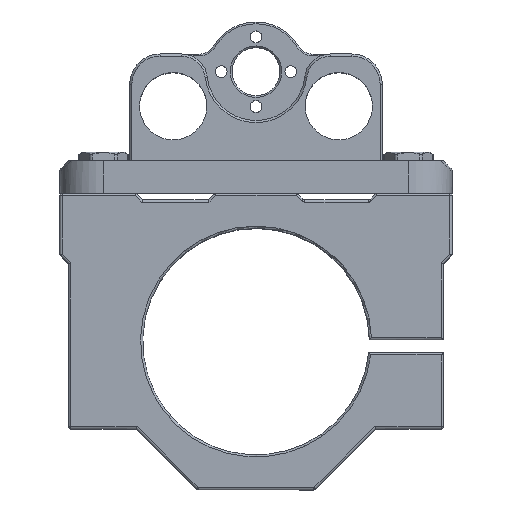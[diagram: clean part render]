
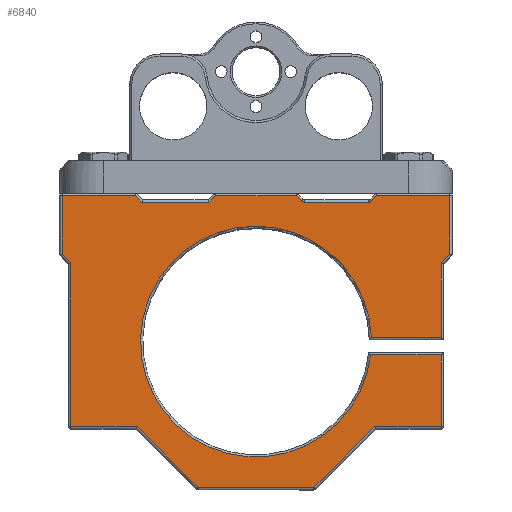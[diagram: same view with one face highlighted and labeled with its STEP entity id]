
A CAD part, top view. The second image highlights one B-rep face of the part: STEP entity #6840.
In plain terms, the highlighted face is planar.
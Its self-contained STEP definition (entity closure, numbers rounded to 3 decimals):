
#764=CIRCLE('',#7397,1.);
#765=CIRCLE('',#7398,1.);
#766=CIRCLE('',#7399,26.5);
#1121=FACE_OUTER_BOUND('',#1559,.T.);
#1559=EDGE_LOOP('',(#4813,#4814,#4815,#4816,#4817,#4818,#4819,#4820,#4821,
#4822,#4823,#4824,#4825,#4826,#4827,#4828,#4829,#4830,#4831,#4832,#4833,
#4834,#4835,#4836,#4837,#4838));
#2039=LINE('',#10270,#2467);
#2040=LINE('',#10272,#2468);
#2041=LINE('',#10274,#2469);
#2042=LINE('',#10278,#2470);
#2043=LINE('',#10282,#2471);
#2044=LINE('',#10284,#2472);
#2045=LINE('',#10286,#2473);
#2046=LINE('',#10288,#2474);
#2047=LINE('',#10290,#2475);
#2048=LINE('',#10292,#2476);
#2049=LINE('',#10294,#2477);
#2050=LINE('',#10296,#2478);
#2051=LINE('',#10298,#2479);
#2052=LINE('',#10300,#2480);
#2053=LINE('',#10302,#2481);
#2054=LINE('',#10304,#2482);
#2055=LINE('',#10306,#2483);
#2056=LINE('',#10308,#2484);
#2057=LINE('',#10310,#2485);
#2058=LINE('',#10312,#2486);
#2059=LINE('',#10316,#2487);
#2060=LINE('',#10318,#2488);
#2061=LINE('',#10319,#2489);
#2467=VECTOR('',#8356,13.435);
#2468=VECTOR('',#8357,16.793);
#2469=VECTOR('',#8358,1.707);
#2470=VECTOR('',#8361,14.586);
#2471=VECTOR('',#8364,1.707);
#2472=VECTOR('',#8365,18.586);
#2473=VECTOR('',#8366,2.121);
#2474=VECTOR('',#8367,15.414);
#2475=VECTOR('',#8368,2.121);
#2476=VECTOR('',#8369,16.793);
#2477=VECTOR('',#8370,13.435);
#2478=VECTOR('',#8371,2.828);
#2479=VECTOR('',#8372,37.565);
#2480=VECTOR('',#8373,15.207);
#2481=VECTOR('',#8374,19.799);
#2482=VECTOR('',#8375,26.586);
#2483=VECTOR('',#8376,19.799);
#2484=VECTOR('',#8377,15.207);
#2485=VECTOR('',#8378,16.429);
#2486=VECTOR('',#8379,16.179);
#2487=VECTOR('',#8382,16.016);
#2488=VECTOR('',#8383,17.136);
#2489=VECTOR('',#8384,2.828);
#2910=VERTEX_POINT('',#10268);
#2911=VERTEX_POINT('',#10269);
#2912=VERTEX_POINT('',#10271);
#2913=VERTEX_POINT('',#10273);
#2914=VERTEX_POINT('',#10275);
#2915=VERTEX_POINT('',#10277);
#2916=VERTEX_POINT('',#10279);
#2917=VERTEX_POINT('',#10281);
#2918=VERTEX_POINT('',#10283);
#2919=VERTEX_POINT('',#10285);
#2920=VERTEX_POINT('',#10287);
#2921=VERTEX_POINT('',#10289);
#2922=VERTEX_POINT('',#10291);
#2923=VERTEX_POINT('',#10293);
#2924=VERTEX_POINT('',#10295);
#2925=VERTEX_POINT('',#10297);
#2926=VERTEX_POINT('',#10299);
#2927=VERTEX_POINT('',#10301);
#2928=VERTEX_POINT('',#10303);
#2929=VERTEX_POINT('',#10305);
#2930=VERTEX_POINT('',#10307);
#2931=VERTEX_POINT('',#10309);
#2932=VERTEX_POINT('',#10311);
#2933=VERTEX_POINT('',#10313);
#2934=VERTEX_POINT('',#10315);
#2935=VERTEX_POINT('',#10317);
#3629=EDGE_CURVE('',#2910,#2911,#2039,.T.);
#3630=EDGE_CURVE('',#2911,#2912,#2040,.T.);
#3631=EDGE_CURVE('',#2912,#2913,#2041,.T.);
#3632=EDGE_CURVE('',#2914,#2913,#764,.F.);
#3633=EDGE_CURVE('',#2914,#2915,#2042,.T.);
#3634=EDGE_CURVE('',#2916,#2915,#765,.F.);
#3635=EDGE_CURVE('',#2916,#2917,#2043,.T.);
#3636=EDGE_CURVE('',#2917,#2918,#2044,.T.);
#3637=EDGE_CURVE('',#2918,#2919,#2045,.F.);
#3638=EDGE_CURVE('',#2919,#2920,#2046,.F.);
#3639=EDGE_CURVE('',#2920,#2921,#2047,.F.);
#3640=EDGE_CURVE('',#2921,#2922,#2048,.T.);
#3641=EDGE_CURVE('',#2922,#2923,#2049,.T.);
#3642=EDGE_CURVE('',#2923,#2924,#2050,.T.);
#3643=EDGE_CURVE('',#2924,#2925,#2051,.T.);
#3644=EDGE_CURVE('',#2925,#2926,#2052,.T.);
#3645=EDGE_CURVE('',#2926,#2927,#2053,.T.);
#3646=EDGE_CURVE('',#2927,#2928,#2054,.T.);
#3647=EDGE_CURVE('',#2928,#2929,#2055,.T.);
#3648=EDGE_CURVE('',#2929,#2930,#2056,.T.);
#3649=EDGE_CURVE('',#2930,#2931,#2057,.T.);
#3650=EDGE_CURVE('',#2931,#2932,#2058,.T.);
#3651=EDGE_CURVE('',#2932,#2933,#766,.T.);
#3652=EDGE_CURVE('',#2933,#2934,#2059,.F.);
#3653=EDGE_CURVE('',#2934,#2935,#2060,.T.);
#3654=EDGE_CURVE('',#2935,#2910,#2061,.T.);
#4813=ORIENTED_EDGE('',*,*,#3629,.T.);
#4814=ORIENTED_EDGE('',*,*,#3630,.T.);
#4815=ORIENTED_EDGE('',*,*,#3631,.T.);
#4816=ORIENTED_EDGE('',*,*,#3632,.F.);
#4817=ORIENTED_EDGE('',*,*,#3633,.T.);
#4818=ORIENTED_EDGE('',*,*,#3634,.F.);
#4819=ORIENTED_EDGE('',*,*,#3635,.T.);
#4820=ORIENTED_EDGE('',*,*,#3636,.T.);
#4821=ORIENTED_EDGE('',*,*,#3637,.T.);
#4822=ORIENTED_EDGE('',*,*,#3638,.T.);
#4823=ORIENTED_EDGE('',*,*,#3639,.T.);
#4824=ORIENTED_EDGE('',*,*,#3640,.T.);
#4825=ORIENTED_EDGE('',*,*,#3641,.T.);
#4826=ORIENTED_EDGE('',*,*,#3642,.T.);
#4827=ORIENTED_EDGE('',*,*,#3643,.T.);
#4828=ORIENTED_EDGE('',*,*,#3644,.T.);
#4829=ORIENTED_EDGE('',*,*,#3645,.T.);
#4830=ORIENTED_EDGE('',*,*,#3646,.T.);
#4831=ORIENTED_EDGE('',*,*,#3647,.T.);
#4832=ORIENTED_EDGE('',*,*,#3648,.T.);
#4833=ORIENTED_EDGE('',*,*,#3649,.T.);
#4834=ORIENTED_EDGE('',*,*,#3650,.T.);
#4835=ORIENTED_EDGE('',*,*,#3651,.T.);
#4836=ORIENTED_EDGE('',*,*,#3652,.T.);
#4837=ORIENTED_EDGE('',*,*,#3653,.T.);
#4838=ORIENTED_EDGE('',*,*,#3654,.T.);
#6685=PLANE('',#7396);
#6840=ADVANCED_FACE('',(#1121),#6685,.F.);
#7396=AXIS2_PLACEMENT_3D('',#10267,#8354,#8355);
#7397=AXIS2_PLACEMENT_3D('',#10276,#8359,#8360);
#7398=AXIS2_PLACEMENT_3D('',#10280,#8362,#8363);
#7399=AXIS2_PLACEMENT_3D('',#10314,#8380,#8381);
#8354=DIRECTION('center_axis',(-1.,0.,0.));
#8355=DIRECTION('ref_axis',(0.,0.,1.));
#8356=DIRECTION('',(0.,-1.,0.));
#8357=DIRECTION('',(0.,0.,-1.));
#8358=DIRECTION('',(0.,0.707,-0.707));
#8359=DIRECTION('center_axis',(-1.,0.,0.));
#8360=DIRECTION('ref_axis',(0.,0.,1.));
#8361=DIRECTION('',(0.,0.,-1.));
#8362=DIRECTION('center_axis',(-1.,0.,0.));
#8363=DIRECTION('ref_axis',(0.,0.,1.));
#8364=DIRECTION('',(0.,-0.707,-0.707));
#8365=DIRECTION('',(0.,0.,-1.));
#8366=DIRECTION('',(0.,-0.707,0.707));
#8367=DIRECTION('',(0.,0.,1.));
#8368=DIRECTION('',(0.,0.707,0.707));
#8369=DIRECTION('',(0.,0.,-1.));
#8370=DIRECTION('',(0.,1.,0.));
#8371=DIRECTION('',(0.,0.707,0.707));
#8372=DIRECTION('',(0.,1.,0.));
#8373=DIRECTION('',(0.,0.,1.));
#8374=DIRECTION('',(0.,0.707,0.707));
#8375=DIRECTION('',(0.,0.,1.));
#8376=DIRECTION('',(0.,-0.707,0.707));
#8377=DIRECTION('',(0.,0.,1.));
#8378=DIRECTION('',(0.,-1.,0.));
#8379=DIRECTION('',(0.,0.,-1.));
#8380=DIRECTION('center_axis',(-1.,0.,0.));
#8381=DIRECTION('ref_axis',(0.,0.,1.));
#8382=DIRECTION('',(0.,0.,-1.));
#8383=DIRECTION('',(0.,-1.,0.));
#8384=DIRECTION('',(0.,-0.707,0.707));
#10267=CARTESIAN_POINT('Origin',(40.,0.,0.));
#10268=CARTESIAN_POINT('',(40.,13.935,-0.5));
#10269=CARTESIAN_POINT('',(40.,0.5,-0.5));
#10270=CARTESIAN_POINT('',(40.,13.935,-0.5));
#10271=CARTESIAN_POINT('',(40.,0.5,-17.293));
#10272=CARTESIAN_POINT('',(40.,0.5,-0.5));
#10273=CARTESIAN_POINT('',(40.,1.707,-18.5));
#10274=CARTESIAN_POINT('',(40.,0.5,-17.293));
#10275=CARTESIAN_POINT('',(40.,2.,-19.207));
#10276=CARTESIAN_POINT('Origin',(40.,1.,-19.207));
#10277=CARTESIAN_POINT('',(40.,2.,-33.793));
#10278=CARTESIAN_POINT('',(40.,2.,-19.207));
#10279=CARTESIAN_POINT('',(40.,1.707,-34.5));
#10280=CARTESIAN_POINT('Origin',(40.,1.,-33.793));
#10281=CARTESIAN_POINT('',(40.,0.5,-35.707));
#10282=CARTESIAN_POINT('',(40.,1.707,-34.5));
#10283=CARTESIAN_POINT('',(40.,0.5,-54.293));
#10284=CARTESIAN_POINT('',(40.,0.5,-35.707));
#10285=CARTESIAN_POINT('',(40.,2.,-55.793));
#10286=CARTESIAN_POINT('',(40.,2.,-55.793));
#10287=CARTESIAN_POINT('',(40.,2.,-71.207));
#10288=CARTESIAN_POINT('',(40.,2.,-71.207));
#10289=CARTESIAN_POINT('',(40.,0.5,-72.707));
#10290=CARTESIAN_POINT('',(40.,0.5,-72.707));
#10291=CARTESIAN_POINT('',(40.,0.5,-89.5));
#10292=CARTESIAN_POINT('',(40.,0.5,-72.707));
#10293=CARTESIAN_POINT('',(40.,13.935,-89.5));
#10294=CARTESIAN_POINT('',(40.,0.5,-89.5));
#10295=CARTESIAN_POINT('',(40.,15.935,-87.5));
#10296=CARTESIAN_POINT('',(40.,13.935,-89.5));
#10297=CARTESIAN_POINT('',(40.,53.5,-87.5));
#10298=CARTESIAN_POINT('',(40.,15.935,-87.5));
#10299=CARTESIAN_POINT('',(40.,53.5,-72.293));
#10300=CARTESIAN_POINT('',(40.,53.5,-87.5));
#10301=CARTESIAN_POINT('',(40.,67.5,-58.293));
#10302=CARTESIAN_POINT('',(40.,53.5,-72.293));
#10303=CARTESIAN_POINT('',(40.,67.5,-31.707));
#10304=CARTESIAN_POINT('',(40.,67.5,-58.293));
#10305=CARTESIAN_POINT('',(40.,53.5,-17.707));
#10306=CARTESIAN_POINT('',(40.,67.5,-31.707));
#10307=CARTESIAN_POINT('',(40.,53.5,-2.5));
#10308=CARTESIAN_POINT('',(40.,53.5,-17.707));
#10309=CARTESIAN_POINT('',(40.,37.071,-2.5));
#10310=CARTESIAN_POINT('',(40.,53.5,-2.5));
#10311=CARTESIAN_POINT('',(40.,37.071,-18.679));
#10312=CARTESIAN_POINT('',(40.,37.071,-2.5));
#10313=CARTESIAN_POINT('',(40.,33.071,-18.516));
#10314=CARTESIAN_POINT('Origin',(40.,34.,-45.));
#10315=CARTESIAN_POINT('',(40.,33.071,-2.5));
#10316=CARTESIAN_POINT('',(40.,33.071,-2.5));
#10317=CARTESIAN_POINT('',(40.,15.935,-2.5));
#10318=CARTESIAN_POINT('',(40.,33.071,-2.5));
#10319=CARTESIAN_POINT('',(40.,15.935,-2.5));
